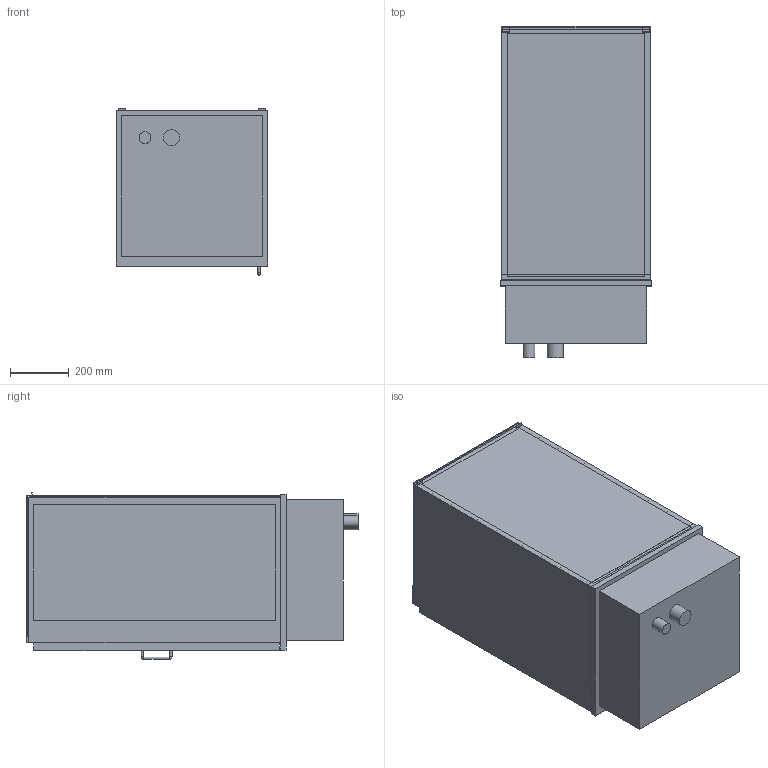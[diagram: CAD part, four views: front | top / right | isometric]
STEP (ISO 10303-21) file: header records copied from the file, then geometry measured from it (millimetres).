
FILE_DESCRIPTION(/* description */ ('Standkühlvitrine: zentralgekühlt'),/* implementation_level */ '2;1');
FILE_NAME(/* name */ '3D-AKE-00006260.stp',/* time_stamp */ '2024-06-04T09:00:58+02:00',/* author */ ('julian.lux'),/* organization */ (''),/* preprocessor_version */ 'ST-DEVELOPER v18.1',/* originating_system */ 'Autodesk Inventor 2020',/* authorisation */ '');
FILE_SCHEMA (('AUTOMOTIVE_DESIGN { 1 0 10303 214 3 1 1 }'));
Length unit declared in the file: millimetre
Products named in the file (1): 3D-AKE-00006260
Bounding box: 516 x 1130 x 567.8 mm (x, y, z)
Volume: 66035151 mm3; surface area: 8898098.5 mm2
Topology: 50 solids, 50 shells, 532 faces, 1295 edges, 865 vertices
Faces by surface type: plane 466, cylinder 64, torus 2
Full cylindrical faces by diameter (mm): 8 x3, 40 x1, 55 x1
Entity records: 15439 total; most frequent: CARTESIAN_POINT 2693, ORIENTED_EDGE 2590, DIRECTION 2505, EDGE_CURVE 1295, LINE 1151, VECTOR 1151, VERTEX_POINT 865, AXIS2_PLACEMENT_3D 677
